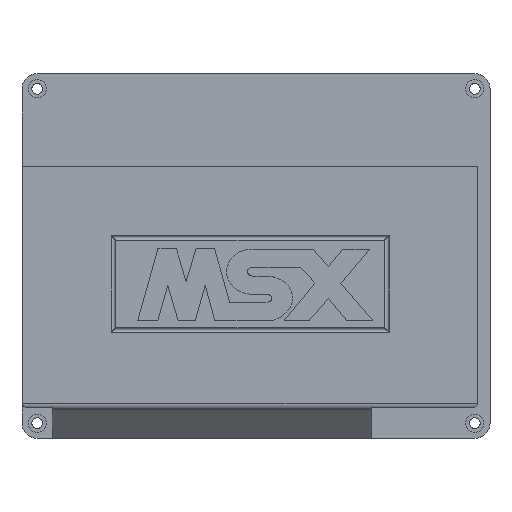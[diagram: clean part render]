
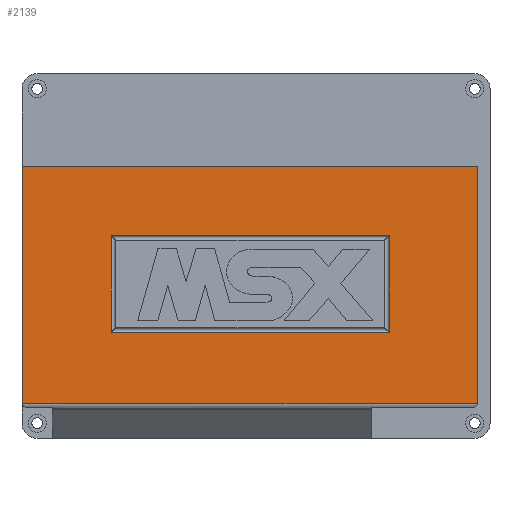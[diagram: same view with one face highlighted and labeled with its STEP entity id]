
A CAD part, top view. The second image highlights one B-rep face of the part: STEP entity #2139.
In plain terms, the highlighted planar face has unit normal (0, 0, 1).
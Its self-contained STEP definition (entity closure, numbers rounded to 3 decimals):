
#54=FACE_BOUND('',#356,.T.);
#124=PLANE('',#2319);
#231=FACE_OUTER_BOUND('',#355,.T.);
#355=EDGE_LOOP('',(#1873,#1874,#1875,#1876,#1877,#1878));
#356=EDGE_LOOP('',(#1879,#1880,#1881,#1882));
#426=CIRCLE('',#2290,2.);
#438=CIRCLE('',#2320,2.);
#579=LINE('',#3398,#796);
#581=LINE('',#3410,#798);
#583=LINE('',#3418,#800);
#585=LINE('',#3425,#802);
#591=LINE('',#3478,#808);
#636=LINE('',#3607,#853);
#637=LINE('',#3609,#854);
#638=LINE('',#3611,#855);
#796=VECTOR('',#2638,10.);
#798=VECTOR('',#2650,10.);
#800=VECTOR('',#2658,10.);
#802=VECTOR('',#2666,10.);
#808=VECTOR('',#2716,10.);
#853=VECTOR('',#2829,10.);
#854=VECTOR('',#2830,10.);
#855=VECTOR('',#2831,10.);
#1001=VERTEX_POINT('',#3396);
#1002=VERTEX_POINT('',#3397);
#1007=VERTEX_POINT('',#3409);
#1010=VERTEX_POINT('',#3417);
#1026=VERTEX_POINT('',#3466);
#1027=VERTEX_POINT('',#3477);
#1035=VERTEX_POINT('',#3504);
#1067=VERTEX_POINT('',#3606);
#1068=VERTEX_POINT('',#3608);
#1069=VERTEX_POINT('',#3610);
#1260=EDGE_CURVE('',#1001,#1002,#579,.T.);
#1266=EDGE_CURVE('',#1002,#1007,#581,.T.);
#1270=EDGE_CURVE('',#1007,#1010,#583,.T.);
#1274=EDGE_CURVE('',#1010,#1001,#585,.T.);
#1293=EDGE_CURVE('',#1026,#1027,#591,.T.);
#1303=EDGE_CURVE('',#1035,#1026,#426,.T.);
#1354=EDGE_CURVE('',#1067,#1035,#636,.T.);
#1355=EDGE_CURVE('',#1068,#1067,#637,.T.);
#1356=EDGE_CURVE('',#1069,#1068,#638,.T.);
#1357=EDGE_CURVE('',#1027,#1069,#438,.T.);
#1873=ORIENTED_EDGE('',*,*,#1293,.F.);
#1874=ORIENTED_EDGE('',*,*,#1303,.F.);
#1875=ORIENTED_EDGE('',*,*,#1354,.F.);
#1876=ORIENTED_EDGE('',*,*,#1355,.F.);
#1877=ORIENTED_EDGE('',*,*,#1356,.F.);
#1878=ORIENTED_EDGE('',*,*,#1357,.F.);
#1879=ORIENTED_EDGE('',*,*,#1270,.T.);
#1880=ORIENTED_EDGE('',*,*,#1274,.T.);
#1881=ORIENTED_EDGE('',*,*,#1260,.T.);
#1882=ORIENTED_EDGE('',*,*,#1266,.T.);
#2139=ADVANCED_FACE('',(#231,#54),#124,.F.);
#2290=AXIS2_PLACEMENT_3D('',#3506,#2730,#2731);
#2319=AXIS2_PLACEMENT_3D('',#3605,#2827,#2828);
#2320=AXIS2_PLACEMENT_3D('',#3612,#2832,#2833);
#2638=DIRECTION('',(-1.,0.,0.));
#2650=DIRECTION('',(0.,1.,0.));
#2658=DIRECTION('',(1.,0.,0.));
#2666=DIRECTION('',(0.,-1.,0.));
#2716=DIRECTION('',(-1.,0.,0.));
#2730=DIRECTION('center_axis',(0.,0.,-1.));
#2731=DIRECTION('ref_axis',(0.707,-0.707,0.));
#2827=DIRECTION('center_axis',(0.,0.,-1.));
#2828=DIRECTION('ref_axis',(1.,0.,0.));
#2829=DIRECTION('',(0.,-1.,0.));
#2830=DIRECTION('',(1.,0.,0.));
#2831=DIRECTION('',(0.,1.,0.));
#2832=DIRECTION('center_axis',(0.,0.,-1.));
#2833=DIRECTION('ref_axis',(-0.707,-0.707,0.));
#3396=CARTESIAN_POINT('',(120.79,-85.176,25.));
#3397=CARTESIAN_POINT('',(29.291,-85.176,25.));
#3398=CARTESIAN_POINT('',(120.04,-85.176,25.));
#3409=CARTESIAN_POINT('',(29.291,-53.301,25.));
#3410=CARTESIAN_POINT('',(29.291,-84.426,25.));
#3417=CARTESIAN_POINT('',(120.79,-53.301,25.));
#3418=CARTESIAN_POINT('',(30.041,-53.301,25.));
#3425=CARTESIAN_POINT('',(120.79,-54.051,25.));
#3466=CARTESIAN_POINT('',(149.859,-108.737,25.));
#3477=CARTESIAN_POINT('',(0.141,-108.737,25.));
#3478=CARTESIAN_POINT('',(42.5,-108.737,25.));
#3504=CARTESIAN_POINT('',(150.,-108.,25.));
#3506=CARTESIAN_POINT('Origin',(148.,-108.,25.));
#3605=CARTESIAN_POINT('Origin',(75.,-70.25,25.));
#3606=CARTESIAN_POINT('',(150.,-30.5,25.));
#3607=CARTESIAN_POINT('',(150.,-70.25,25.));
#3608=CARTESIAN_POINT('',(0.,-30.5,25.));
#3609=CARTESIAN_POINT('',(75.,-30.5,25.));
#3610=CARTESIAN_POINT('',(0.,-108.,25.));
#3611=CARTESIAN_POINT('',(0.,-70.25,25.));
#3612=CARTESIAN_POINT('Origin',(2.,-108.,25.));
